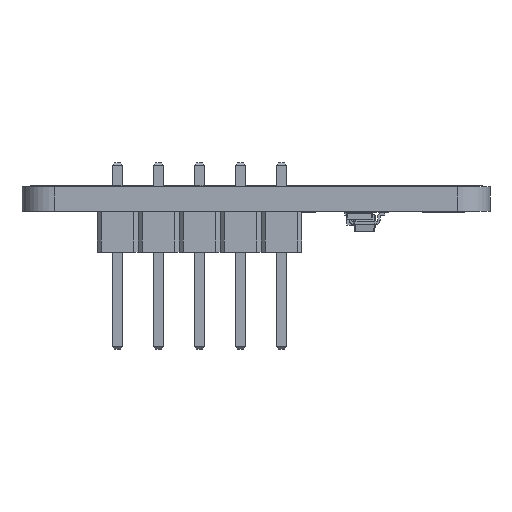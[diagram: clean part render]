
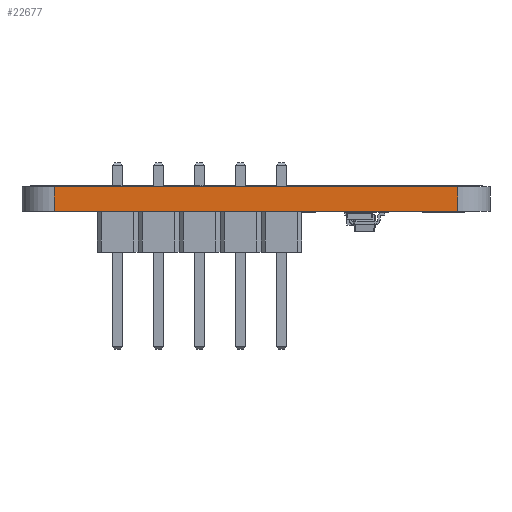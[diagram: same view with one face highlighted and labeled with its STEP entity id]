
A CAD part, front view. The second image highlights one B-rep face of the part: STEP entity #22677.
In plain terms, the highlighted planar face has unit normal (0, -1, 0).
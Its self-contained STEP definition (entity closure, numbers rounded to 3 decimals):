
#22184 = VERTEX_POINT('',#22185);
#22185 = CARTESIAN_POINT('',(-12.502,-11.,0.));
#22192 = EDGE_CURVE('',#22193,#22184,#22195,.T.);
#22193 = VERTEX_POINT('',#22194);
#22194 = CARTESIAN_POINT('',(12.498,-11.,0.));
#22195 = LINE('',#22196,#22197);
#22196 = CARTESIAN_POINT('',(12.498,-11.,0.));
#22197 = VECTOR('',#22198,1.);
#22198 = DIRECTION('',(-1.,0.,0.));
#22433 = VERTEX_POINT('',#22434);
#22434 = CARTESIAN_POINT('',(-12.502,-11.,1.51));
#22441 = EDGE_CURVE('',#22442,#22433,#22444,.T.);
#22442 = VERTEX_POINT('',#22443);
#22443 = CARTESIAN_POINT('',(12.498,-11.,1.51));
#22444 = LINE('',#22445,#22446);
#22445 = CARTESIAN_POINT('',(12.498,-11.,1.51));
#22446 = VECTOR('',#22447,1.);
#22447 = DIRECTION('',(-1.,0.,0.));
#22649 = EDGE_CURVE('',#22193,#22442,#22650,.T.);
#22650 = LINE('',#22651,#22652);
#22651 = CARTESIAN_POINT('',(12.498,-11.,0.));
#22652 = VECTOR('',#22653,1.);
#22653 = DIRECTION('',(0.,0.,1.));
#22677 = ADVANCED_FACE('',(#22678),#22689,.T.);
#22678 = FACE_BOUND('',#22679,.T.);
#22679 = EDGE_LOOP('',(#22680,#22681,#22682,#22688));
#22680 = ORIENTED_EDGE('',*,*,#22649,.T.);
#22681 = ORIENTED_EDGE('',*,*,#22441,.T.);
#22682 = ORIENTED_EDGE('',*,*,#22683,.F.);
#22683 = EDGE_CURVE('',#22184,#22433,#22684,.T.);
#22684 = LINE('',#22685,#22686);
#22685 = CARTESIAN_POINT('',(-12.502,-11.,0.));
#22686 = VECTOR('',#22687,1.);
#22687 = DIRECTION('',(0.,0.,1.));
#22688 = ORIENTED_EDGE('',*,*,#22192,.F.);
#22689 = PLANE('',#22690);
#22690 = AXIS2_PLACEMENT_3D('',#22691,#22692,#22693);
#22691 = CARTESIAN_POINT('',(12.498,-11.,0.));
#22692 = DIRECTION('',(0.,-1.,0.));
#22693 = DIRECTION('',(-1.,0.,0.));
